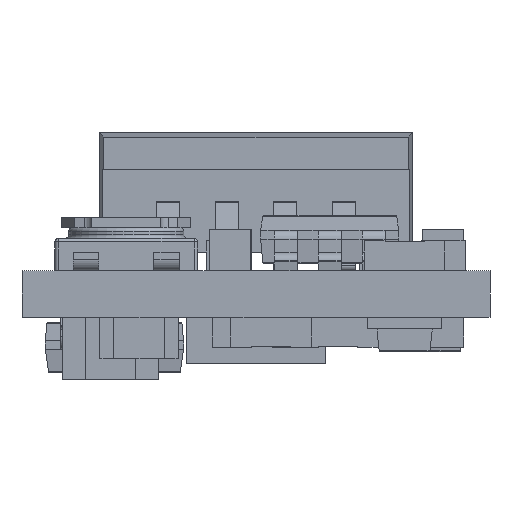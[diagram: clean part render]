
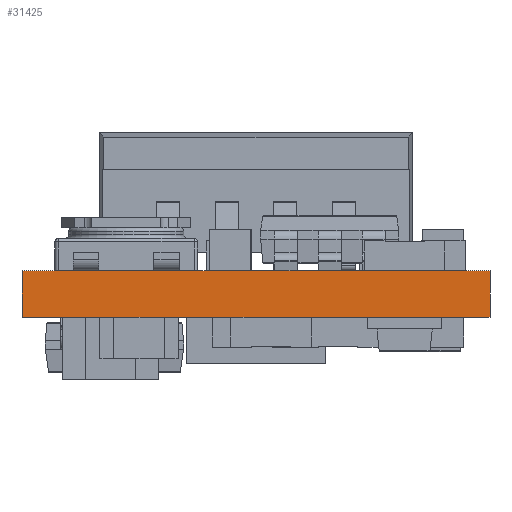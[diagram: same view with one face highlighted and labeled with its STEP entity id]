
A CAD part, front view. The second image highlights one B-rep face of the part: STEP entity #31425.
In plain terms, the highlighted planar face has unit normal (0, -1, 0).
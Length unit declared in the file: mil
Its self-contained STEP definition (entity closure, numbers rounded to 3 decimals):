
#399 = VECTOR ( 'NONE', #17815, 39370.079 ) ;
#2650 = DIRECTION ( 'NONE',  ( 1., 0., 0. ) ) ;
#2852 = VECTOR ( 'NONE', #15090, 39370.079 ) ;
#5057 = EDGE_LOOP ( 'NONE', ( #29500, #35764, #37139, #25459 ) ) ;
#6888 = EDGE_CURVE ( 'NONE', #10263, #29840, #18177, .T. ) ;
#7781 = CARTESIAN_POINT ( 'NONE',  ( 0., 0., 40. ) ) ;
#9701 = EDGE_CURVE ( 'NONE', #18172, #10263, #15011, .T. ) ;
#10197 = CARTESIAN_POINT ( 'NONE',  ( 0., 0., 0. ) ) ;
#10263 = VERTEX_POINT ( 'NONE', #30962 ) ;
#12241 = PLANE ( 'NONE',  #33565 ) ;
#15011 = LINE ( 'NONE', #7781, #40566 ) ;
#15090 = DIRECTION ( 'NONE',  ( 0., 0., -1. ) ) ;
#16622 = FACE_OUTER_BOUND ( 'NONE', #5057, .T. ) ;
#17442 = LINE ( 'NONE', #43086, #399 ) ;
#17815 = DIRECTION ( 'NONE',  ( 0., 0., -1. ) ) ;
#18172 = VERTEX_POINT ( 'NONE', #45257 ) ;
#18177 = LINE ( 'NONE', #36992, #2852 ) ;
#19947 = LINE ( 'NONE', #10197, #41528 ) ;
#20383 = DIRECTION ( 'NONE',  ( 0., 1., 0. ) ) ;
#24733 = VERTEX_POINT ( 'NONE', #37768 ) ;
#25459 = ORIENTED_EDGE ( 'NONE', *, *, #29137, .T. ) ;
#29137 = EDGE_CURVE ( 'NONE', #18172, #24733, #17442, .T. ) ;
#29500 = ORIENTED_EDGE ( 'NONE', *, *, #43128, .T. ) ;
#29840 = VERTEX_POINT ( 'NONE', #40612 ) ;
#30962 = CARTESIAN_POINT ( 'NONE',  ( 400., 0., 40. ) ) ;
#31425 = ADVANCED_FACE ( 'NONE', ( #16622 ), #12241, .F. ) ;
#33565 = AXIS2_PLACEMENT_3D ( 'NONE', #42277, #20383, #41963 ) ;
#35764 = ORIENTED_EDGE ( 'NONE', *, *, #6888, .F. ) ;
#36992 = CARTESIAN_POINT ( 'NONE',  ( 400., 0., 40. ) ) ;
#37139 = ORIENTED_EDGE ( 'NONE', *, *, #9701, .F. ) ;
#37768 = CARTESIAN_POINT ( 'NONE',  ( 0., 0., 0. ) ) ;
#40151 = DIRECTION ( 'NONE',  ( 1., 0., 0. ) ) ;
#40566 = VECTOR ( 'NONE', #40151, 39370.079 ) ;
#40612 = CARTESIAN_POINT ( 'NONE',  ( 400., 0., 0. ) ) ;
#41528 = VECTOR ( 'NONE', #2650, 39370.079 ) ;
#41963 = DIRECTION ( 'NONE',  ( 0., 0., 1. ) ) ;
#42277 = CARTESIAN_POINT ( 'NONE',  ( 0., 0., 40. ) ) ;
#43086 = CARTESIAN_POINT ( 'NONE',  ( 0., 0., 40. ) ) ;
#43128 = EDGE_CURVE ( 'NONE', #24733, #29840, #19947, .T. ) ;
#45257 = CARTESIAN_POINT ( 'NONE',  ( 0., 0., 40. ) ) ;
